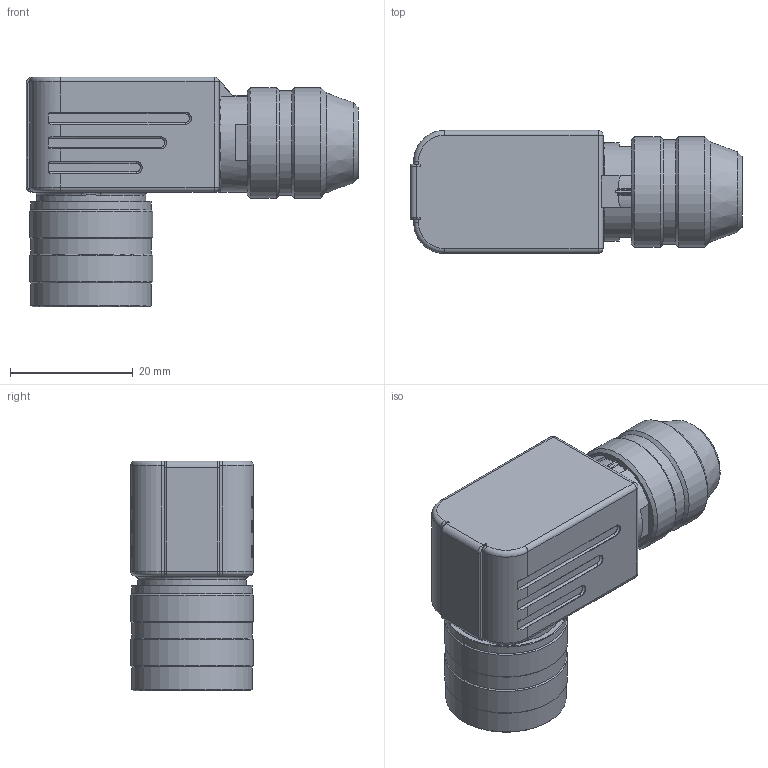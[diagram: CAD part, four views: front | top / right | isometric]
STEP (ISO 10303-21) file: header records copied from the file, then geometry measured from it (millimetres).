
FILE_DESCRIPTION(/* description */ (''),/* implementation_level */ '2;1');
FILE_NAME(/* name */ '99-5606-75-03_bg.stp',/* time_stamp */ '2010-01-19T14:10:25+01:00',/* author */ (''),/* organization */ (''),/* preprocessor_version */ 'ST-DEVELOPER v11',/* originating_system */ 'UGS - NX 5.0',/* authorisation */ '');
FILE_SCHEMA (('CONFIG_CONTROL_DESIGN'));
Length unit declared in the file: millimetre
Products named in the file (1): kbor8D49hhta
Bounding box: 54 x 20 x 37.4 mm (x, y, z)
Volume: 21352.9 mm3; surface area: 6193.3 mm2
Topology: 1 solids, 1 shells, 333 faces, 884 edges, 565 vertices
Faces by surface type: plane 135, cylinder 102, cone 51, torus 34, bspline 7, sphere 4
Full cylindrical faces by diameter (mm): 2.25 x1, 15.188 x1, 17 x1, 17.7 x1, 18 x2, 19.6 x3, 20 x2
Entity records: 11459 total; most frequent: CARTESIAN_POINT 3456, ORIENTED_EDGE 1704, DIRECTION 1582, EDGE_CURVE 852, AXIS2_PLACEMENT_3D 625, VERTEX_POINT 561, EDGE_LOOP 373, ADVANCED_FACE 333
